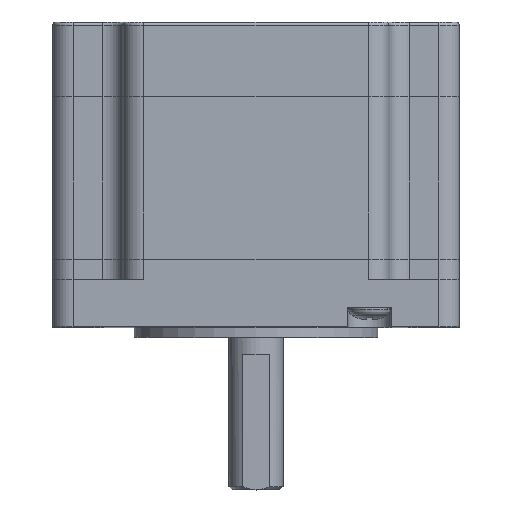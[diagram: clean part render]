
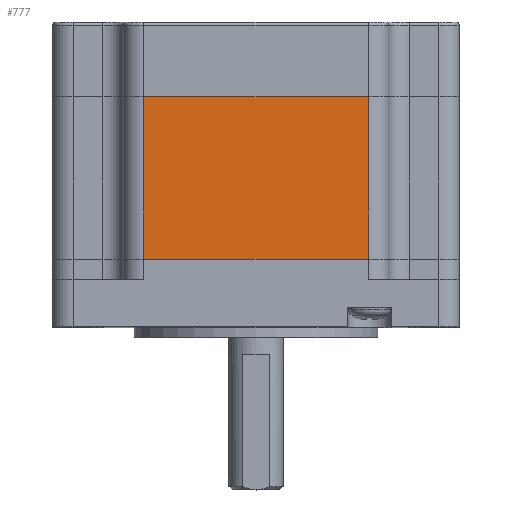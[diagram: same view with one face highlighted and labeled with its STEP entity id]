
A CAD part, top view. The second image highlights one B-rep face of the part: STEP entity #777.
In plain terms, the highlighted planar face has unit normal (0, 0, 1).
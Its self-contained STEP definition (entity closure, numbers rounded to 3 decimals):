
#777 = ADVANCED_FACE( '', ( #1568 ), #1569, .T. );
#1568 = FACE_OUTER_BOUND( '', #2322, .T. );
#1569 = PLANE( '', #2323 );
#2322 = EDGE_LOOP( '', ( #4162, #4163, #4164, #4165 ) );
#2323 = AXIS2_PLACEMENT_3D( '', #4166, #4167, #4168 );
#4162 = ORIENTED_EDGE( '', *, *, #4210, .T. );
#4163 = ORIENTED_EDGE( '', *, *, #4552, .T. );
#4164 = ORIENTED_EDGE( '', *, *, #4496, .F. );
#4165 = ORIENTED_EDGE( '', *, *, #4745, .T. );
#4166 = CARTESIAN_POINT( '', ( -19.6, -36., 30. ) );
#4167 = DIRECTION( '', ( 0., 0., 1. ) );
#4168 = DIRECTION( '', ( 1., 0., 0. ) );
#4210 = EDGE_CURVE( '', #4936, #4934, #4937, .T. );
#4496 = EDGE_CURVE( '', #5426, #5428, #5429, .T. );
#4552 = EDGE_CURVE( '', #4934, #5428, #5511, .T. );
#4745 = EDGE_CURVE( '', #5426, #4936, #5772, .F. );
#4934 = VERTEX_POINT( '', #6009 );
#4936 = VERTEX_POINT( '', #6011 );
#4937 = LINE( '', #6012, #6013 );
#5426 = VERTEX_POINT( '', #6628 );
#5428 = VERTEX_POINT( '', #6630 );
#5429 = LINE( '', #6631, #6632 );
#5511 = LINE( '', #6743, #6744 );
#5772 = LINE( '', #7115, #7116 );
#6009 = CARTESIAN_POINT( '', ( 16.6, -24., 30. ) );
#6011 = CARTESIAN_POINT( '', ( -16.6, -24., 30. ) );
#6012 = CARTESIAN_POINT( '', ( -19.6, -24., 30. ) );
#6013 = VECTOR( '', #7372, 1000. );
#6628 = CARTESIAN_POINT( '', ( -16.6, 0., 30. ) );
#6630 = CARTESIAN_POINT( '', ( 16.6, 0., 30. ) );
#6631 = CARTESIAN_POINT( '', ( -19.6, 0., 30. ) );
#6632 = VECTOR( '', #7844, 1000. );
#6743 = CARTESIAN_POINT( '', ( 16.6, -36., 30. ) );
#6744 = VECTOR( '', #7919, 1000. );
#7115 = CARTESIAN_POINT( '', ( -16.6, -36., 30. ) );
#7116 = VECTOR( '', #8156, 1000. );
#7372 = DIRECTION( '', ( 1., 0., 0. ) );
#7844 = DIRECTION( '', ( 1., 0., 0. ) );
#7919 = DIRECTION( '', ( 0., 1., 0. ) );
#8156 = DIRECTION( '', ( 0., 1., 0. ) );
